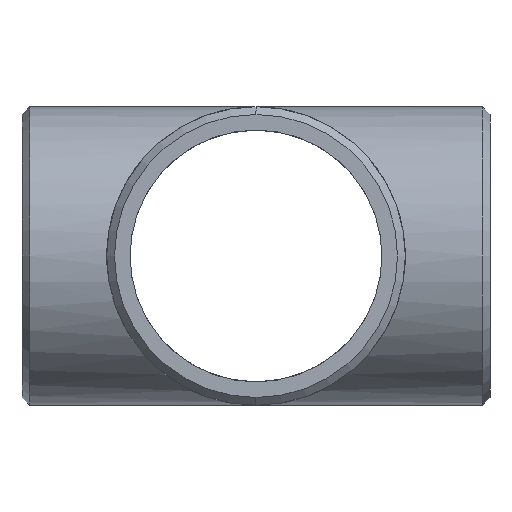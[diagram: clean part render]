
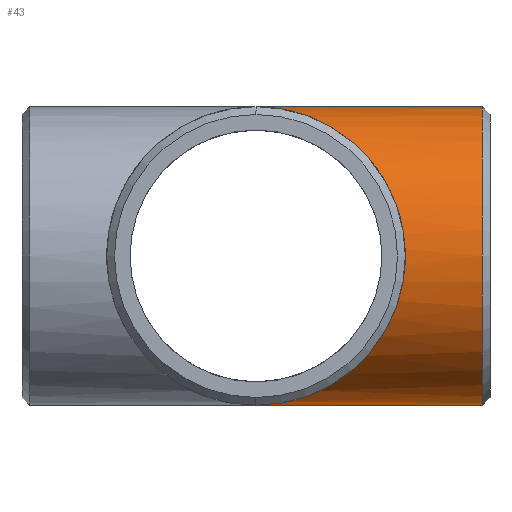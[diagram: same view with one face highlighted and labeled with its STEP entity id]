
A CAD part, left-side view. The second image highlights one B-rep face of the part: STEP entity #43.
In plain terms, the highlighted cylindrical face has radius 178 mm (diameter 356 mm), a partial arc.
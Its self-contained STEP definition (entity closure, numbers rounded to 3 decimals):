
#7 = DIRECTION ( 'NONE',  ( 0., 1., 0. ) ) ;
#30 = ORIENTED_EDGE ( 'NONE', *, *, #635, .F. ) ;
#38 = DIRECTION ( 'NONE',  ( 0., 0., -1. ) ) ;
#43 = ADVANCED_FACE ( 'NONE', ( #464 ), #536, .T. ) ;
#45 =( BOUNDED_CURVE ( )  B_SPLINE_CURVE ( 3, ( #561, #265, #532, #57 ),
 .UNSPECIFIED., .F., .T. ) 
 B_SPLINE_CURVE_WITH_KNOTS ( ( 4, 4 ),
 ( 4.712, 7.854 ),
 .UNSPECIFIED. ) 
 CURVE ( )  GEOMETRIC_REPRESENTATION_ITEM ( )  RATIONAL_B_SPLINE_CURVE ( ( 1., 0.333, 0.333, 1. ) ) 
 REPRESENTATION_ITEM ( '' )  );
#57 = CARTESIAN_POINT ( 'NONE',  ( 0., 0., 178. ) ) ;
#101 = EDGE_CURVE ( 'NONE', #117, #165, #116, .T. ) ;
#116 = LINE ( 'NONE', #362, #671 ) ;
#117 = VERTEX_POINT ( 'NONE', #287 ) ;
#156 = CARTESIAN_POINT ( 'NONE',  ( 0., -269.737, 178. ) ) ;
#165 = VERTEX_POINT ( 'NONE', #666 ) ;
#196 = EDGE_CURVE ( 'NONE', #433, #363, #251, .T. ) ;
#251 = LINE ( 'NONE', #485, #568 ) ;
#265 = CARTESIAN_POINT ( 'NONE',  ( -356., -356., -178. ) ) ;
#287 = CARTESIAN_POINT ( 'NONE',  ( 0., -269.737, -178. ) ) ;
#299 = DIRECTION ( 'NONE',  ( 0., 1., 0. ) ) ;
#362 = CARTESIAN_POINT ( 'NONE',  ( 0., -279., -178. ) ) ;
#363 = VERTEX_POINT ( 'NONE', #398 ) ;
#398 = CARTESIAN_POINT ( 'NONE',  ( 0., 0., 178. ) ) ;
#404 = DIRECTION ( 'NONE',  ( 0., 0., -1. ) ) ;
#409 = CARTESIAN_POINT ( 'NONE',  ( 0., -279., 0. ) ) ;
#433 = VERTEX_POINT ( 'NONE', #156 ) ;
#445 = ORIENTED_EDGE ( 'NONE', *, *, #796, .T. ) ;
#464 = FACE_OUTER_BOUND ( 'NONE', #657, .T. ) ;
#468 = DIRECTION ( 'NONE',  ( 0., 1., 0. ) ) ;
#480 = CIRCLE ( 'NONE', #741, 178. ) ;
#485 = CARTESIAN_POINT ( 'NONE',  ( 0., -279., 178. ) ) ;
#532 = CARTESIAN_POINT ( 'NONE',  ( -356., -356., 178. ) ) ;
#536 = CYLINDRICAL_SURFACE ( 'NONE', #571, 178. ) ;
#554 = ORIENTED_EDGE ( 'NONE', *, *, #196, .T. ) ;
#561 = CARTESIAN_POINT ( 'NONE',  ( 0., 0., -178. ) ) ;
#568 = VECTOR ( 'NONE', #7, 1000. ) ;
#571 = AXIS2_PLACEMENT_3D ( 'NONE', #409, #299, #404 ) ;
#585 = CARTESIAN_POINT ( 'NONE',  ( 0., -269.737, 0. ) ) ;
#601 = ORIENTED_EDGE ( 'NONE', *, *, #101, .F. ) ;
#635 = EDGE_CURVE ( 'NONE', #165, #363, #45, .T. ) ;
#657 = EDGE_LOOP ( 'NONE', ( #445, #554, #30, #601 ) ) ;
#666 = CARTESIAN_POINT ( 'NONE',  ( 0., 0., -178. ) ) ;
#671 = VECTOR ( 'NONE', #797, 1000. ) ;
#741 = AXIS2_PLACEMENT_3D ( 'NONE', #585, #468, #38 ) ;
#796 = EDGE_CURVE ( 'NONE', #117, #433, #480, .T. ) ;
#797 = DIRECTION ( 'NONE',  ( 0., 1., 0. ) ) ;
